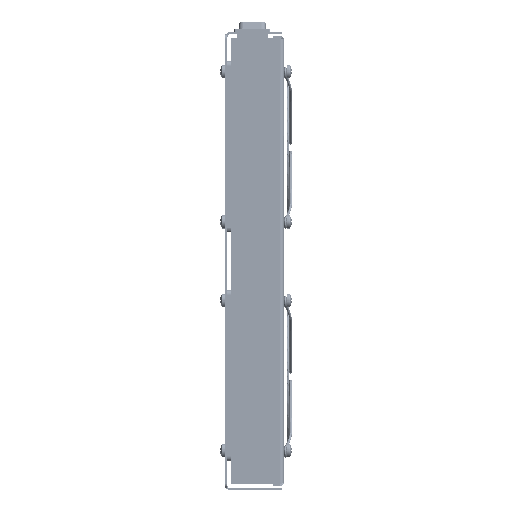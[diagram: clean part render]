
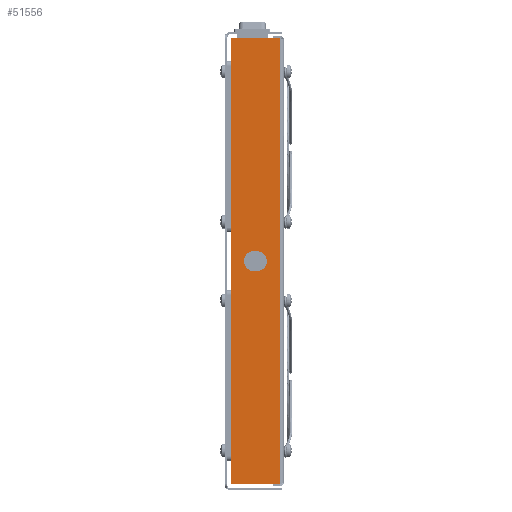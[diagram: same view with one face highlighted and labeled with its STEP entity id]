
A CAD part, left-side view. The second image highlights one B-rep face of the part: STEP entity #51556.
In plain terms, the highlighted planar face has unit normal (-1, 0, 0).
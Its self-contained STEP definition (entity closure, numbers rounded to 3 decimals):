
#658 = VECTOR ( 'NONE', #37678, 1000. ) ;
#1067 = LINE ( 'NONE', #61980, #62424 ) ;
#1159 = AXIS2_PLACEMENT_3D ( 'NONE', #26479, #60309, #31357 ) ;
#2036 = DIRECTION ( 'NONE',  ( 0., 1., 0. ) ) ;
#2403 = ORIENTED_EDGE ( 'NONE', *, *, #42203, .T. ) ;
#3503 = PLANE ( 'NONE',  #14828 ) ;
#4513 = VECTOR ( 'NONE', #48920, 1000. ) ;
#4617 = EDGE_CURVE ( 'NONE', #51803, #57811, #52147, .T. ) ;
#4715 = CARTESIAN_POINT ( 'NONE',  ( -297.5, 35.5, -156. ) ) ;
#6129 = VERTEX_POINT ( 'NONE', #27727 ) ;
#6311 = AXIS2_PLACEMENT_3D ( 'NONE', #60072, #31125, #2036 ) ;
#6413 = CIRCLE ( 'NONE', #1159, 7. ) ;
#9531 = ORIENTED_EDGE ( 'NONE', *, *, #4617, .T. ) ;
#12175 = ORIENTED_EDGE ( 'NONE', *, *, #39522, .F. ) ;
#13173 = VECTOR ( 'NONE', #36108, 1000. ) ;
#13271 = DIRECTION ( 'NONE',  ( 0., 0., -1. ) ) ;
#13995 = FACE_BOUND ( 'NONE', #25054, .T. ) ;
#14828 = AXIS2_PLACEMENT_3D ( 'NONE', #61550, #42264, #13271 ) ;
#15539 = FACE_OUTER_BOUND ( 'NONE', #55677, .T. ) ;
#16464 = VERTEX_POINT ( 'NONE', #33425 ) ;
#17425 = LINE ( 'NONE', #39171, #4513 ) ;
#17477 = LINE ( 'NONE', #57207, #53060 ) ;
#17638 = VERTEX_POINT ( 'NONE', #58006 ) ;
#17879 = AXIS2_PLACEMENT_3D ( 'NONE', #49070, #20094, #53947 ) ;
#19799 = DIRECTION ( 'NONE',  ( 0., 0., -1. ) ) ;
#20094 = DIRECTION ( 'NONE',  ( 1., 0., 0. ) ) ;
#22259 = CARTESIAN_POINT ( 'NONE',  ( -297.5, 1.5, -155.929 ) ) ;
#24683 = VERTEX_POINT ( 'NONE', #30279 ) ;
#24821 = CARTESIAN_POINT ( 'NONE',  ( -297.5, 6.5, -155.929 ) ) ;
#25054 = EDGE_LOOP ( 'NONE', ( #50013, #28924, #39424, #27059, #9531 ) ) ;
#25583 = LINE ( 'NONE', #24821, #38415 ) ;
#26004 = EDGE_CURVE ( 'NONE', #52759, #51803, #61228, .T. ) ;
#26109 = LINE ( 'NONE', #50476, #13173 ) ;
#26479 = CARTESIAN_POINT ( 'NONE',  ( -297.5, 19.5, 0. ) ) ;
#26863 = LINE ( 'NONE', #33048, #51039 ) ;
#27059 = ORIENTED_EDGE ( 'NONE', *, *, #26004, .T. ) ;
#27727 = CARTESIAN_POINT ( 'NONE',  ( -297.5, 35.5, 155.929 ) ) ;
#28155 = EDGE_CURVE ( 'NONE', #57811, #30280, #6413, .T. ) ;
#28710 = EDGE_CURVE ( 'NONE', #30280, #16464, #26109, .T. ) ;
#28924 = ORIENTED_EDGE ( 'NONE', *, *, #28710, .T. ) ;
#30279 = CARTESIAN_POINT ( 'NONE',  ( -297.5, 1.5, 155.929 ) ) ;
#30280 = VERTEX_POINT ( 'NONE', #39507 ) ;
#31125 = DIRECTION ( 'NONE',  ( 1., 0., 0. ) ) ;
#31357 = DIRECTION ( 'NONE',  ( 0., 1., 0. ) ) ;
#33048 = CARTESIAN_POINT ( 'NONE',  ( -297.5, 6.5, 155.929 ) ) ;
#33425 = CARTESIAN_POINT ( 'NONE',  ( -297.5, 17.5, 7. ) ) ;
#34219 = CARTESIAN_POINT ( 'NONE',  ( -297.5, 19.5, -7. ) ) ;
#34510 = EDGE_CURVE ( 'NONE', #24683, #42058, #42488, .T. ) ;
#35230 = EDGE_CURVE ( 'NONE', #48342, #55130, #17425, .T. ) ;
#36108 = DIRECTION ( 'NONE',  ( 0., -1., 0. ) ) ;
#37678 = DIRECTION ( 'NONE',  ( 0., 1., 0. ) ) ;
#38415 = VECTOR ( 'NONE', #48907, 1000. ) ;
#39171 = CARTESIAN_POINT ( 'NONE',  ( -297.5, 6.5, -156. ) ) ;
#39424 = ORIENTED_EDGE ( 'NONE', *, *, #57228, .T. ) ;
#39507 = CARTESIAN_POINT ( 'NONE',  ( -297.5, 19.5, 7. ) ) ;
#39522 = EDGE_CURVE ( 'NONE', #42058, #17638, #25583, .T. ) ;
#41477 = EDGE_CURVE ( 'NONE', #24683, #6129, #1067, .T. ) ;
#42058 = VERTEX_POINT ( 'NONE', #22259 ) ;
#42203 = EDGE_CURVE ( 'NONE', #55130, #17638, #26863, .T. ) ;
#42264 = DIRECTION ( 'NONE',  ( 1., 0., 0. ) ) ;
#42488 = LINE ( 'NONE', #48781, #55378 ) ;
#46113 = ORIENTED_EDGE ( 'NONE', *, *, #34510, .F. ) ;
#47405 = CARTESIAN_POINT ( 'NONE',  ( -297.5, 19.5, -7. ) ) ;
#47462 = ORIENTED_EDGE ( 'NONE', *, *, #56484, .T. ) ;
#48342 = VERTEX_POINT ( 'NONE', #4715 ) ;
#48781 = CARTESIAN_POINT ( 'NONE',  ( -297.5, 1.5, -156. ) ) ;
#48907 = DIRECTION ( 'NONE',  ( 0., 1., 0. ) ) ;
#48920 = DIRECTION ( 'NONE',  ( 0., -1., 0. ) ) ;
#49070 = CARTESIAN_POINT ( 'NONE',  ( -297.5, 17.5, 0. ) ) ;
#50013 = ORIENTED_EDGE ( 'NONE', *, *, #28155, .T. ) ;
#50476 = CARTESIAN_POINT ( 'NONE',  ( -297.5, 19.5, 7. ) ) ;
#51039 = VECTOR ( 'NONE', #52272, 1000. ) ;
#51556 = ADVANCED_FACE ( 'NONE', ( #15539, #13995 ), #3503, .F. ) ;
#51803 = VERTEX_POINT ( 'NONE', #59844 ) ;
#52147 = LINE ( 'NONE', #47405, #658 ) ;
#52209 = CIRCLE ( 'NONE', #17879, 7. ) ;
#52272 = DIRECTION ( 'NONE',  ( 0., 0., 1. ) ) ;
#52442 = DIRECTION ( 'NONE',  ( 0., 1., 0. ) ) ;
#52759 = VERTEX_POINT ( 'NONE', #59677 ) ;
#53060 = VECTOR ( 'NONE', #62049, 1000. ) ;
#53947 = DIRECTION ( 'NONE',  ( 0., 1., 0. ) ) ;
#55130 = VERTEX_POINT ( 'NONE', #56493 ) ;
#55378 = VECTOR ( 'NONE', #19799, 1000. ) ;
#55677 = EDGE_LOOP ( 'NONE', ( #46113, #57157, #47462, #55999, #2403, #12175 ) ) ;
#55999 = ORIENTED_EDGE ( 'NONE', *, *, #35230, .T. ) ;
#56484 = EDGE_CURVE ( 'NONE', #6129, #48342, #17477, .T. ) ;
#56493 = CARTESIAN_POINT ( 'NONE',  ( -297.5, 6.5, -156. ) ) ;
#57157 = ORIENTED_EDGE ( 'NONE', *, *, #41477, .T. ) ;
#57207 = CARTESIAN_POINT ( 'NONE',  ( -297.5, 35.5, -156. ) ) ;
#57228 = EDGE_CURVE ( 'NONE', #16464, #52759, #52209, .T. ) ;
#57811 = VERTEX_POINT ( 'NONE', #34219 ) ;
#58006 = CARTESIAN_POINT ( 'NONE',  ( -297.5, 6.5, -155.929 ) ) ;
#59677 = CARTESIAN_POINT ( 'NONE',  ( -297.5, 10.5, 0. ) ) ;
#59844 = CARTESIAN_POINT ( 'NONE',  ( -297.5, 17.5, -7. ) ) ;
#60072 = CARTESIAN_POINT ( 'NONE',  ( -297.5, 17.5, 0. ) ) ;
#60309 = DIRECTION ( 'NONE',  ( 1., 0., 0. ) ) ;
#61228 = CIRCLE ( 'NONE', #6311, 7. ) ;
#61550 = CARTESIAN_POINT ( 'NONE',  ( -297.5, 6.5, -156. ) ) ;
#61980 = CARTESIAN_POINT ( 'NONE',  ( -297.5, 6.5, 155.929 ) ) ;
#62049 = DIRECTION ( 'NONE',  ( 0., 0., -1. ) ) ;
#62424 = VECTOR ( 'NONE', #52442, 1000. ) ;
